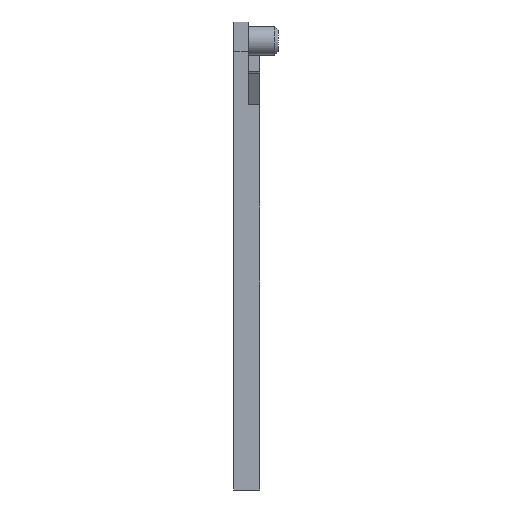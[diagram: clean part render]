
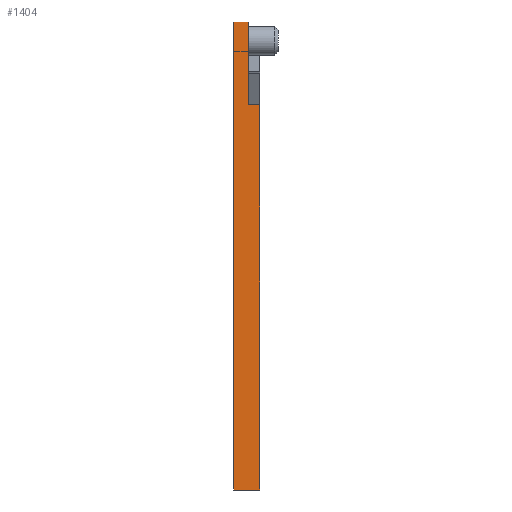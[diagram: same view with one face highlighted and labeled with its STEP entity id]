
A CAD part, front view. The second image highlights one B-rep face of the part: STEP entity #1404.
In plain terms, the highlighted planar face has unit normal (0, -1, 0).
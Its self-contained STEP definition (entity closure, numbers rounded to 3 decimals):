
#81=PLANE('',#1506);
#204=FACE_OUTER_BOUND('',#283,.T.);
#283=EDGE_LOOP('',(#1303,#1304,#1305,#1306,#1307,#1308,#1309,#1310,#1311,
#1312,#1313));
#310=LINE('',#2440,#437);
#311=LINE('',#2442,#438);
#328=LINE('',#2485,#455);
#336=LINE('',#2500,#463);
#337=LINE('',#2502,#464);
#338=LINE('',#2504,#465);
#357=LINE('',#2819,#484);
#360=LINE('',#2824,#487);
#394=LINE('',#2897,#521);
#402=LINE('',#2973,#529);
#404=LINE('',#3022,#531);
#437=VECTOR('',#1571,10.);
#438=VECTOR('',#1572,10.);
#455=VECTOR('',#1603,10.);
#463=VECTOR('',#1613,10.);
#464=VECTOR('',#1614,10.);
#465=VECTOR('',#1615,10.);
#484=VECTOR('',#1654,10.);
#487=VECTOR('',#1661,10.);
#521=VECTOR('',#1741,10.);
#529=VECTOR('',#1781,10.);
#531=VECTOR('',#1789,10.);
#623=VERTEX_POINT('',#2437);
#624=VERTEX_POINT('',#2439);
#625=VERTEX_POINT('',#2441);
#640=VERTEX_POINT('',#2483);
#645=VERTEX_POINT('',#2497);
#646=VERTEX_POINT('',#2499);
#647=VERTEX_POINT('',#2501);
#648=VERTEX_POINT('',#2503);
#672=VERTEX_POINT('',#2817);
#687=VERTEX_POINT('',#2894);
#688=VERTEX_POINT('',#2896);
#775=EDGE_CURVE('',#624,#623,#310,.T.);
#776=EDGE_CURVE('',#625,#624,#311,.T.);
#797=EDGE_CURVE('',#623,#640,#328,.T.);
#805=EDGE_CURVE('',#646,#645,#336,.T.);
#806=EDGE_CURVE('',#646,#647,#337,.T.);
#807=EDGE_CURVE('',#648,#647,#338,.T.);
#837=EDGE_CURVE('',#645,#672,#357,.T.);
#840=EDGE_CURVE('',#672,#625,#360,.T.);
#874=EDGE_CURVE('',#688,#687,#394,.T.);
#894=EDGE_CURVE('',#640,#688,#402,.T.);
#901=EDGE_CURVE('',#687,#648,#404,.T.);
#1303=ORIENTED_EDGE('',*,*,#797,.T.);
#1304=ORIENTED_EDGE('',*,*,#894,.T.);
#1305=ORIENTED_EDGE('',*,*,#874,.T.);
#1306=ORIENTED_EDGE('',*,*,#901,.T.);
#1307=ORIENTED_EDGE('',*,*,#807,.T.);
#1308=ORIENTED_EDGE('',*,*,#806,.F.);
#1309=ORIENTED_EDGE('',*,*,#805,.T.);
#1310=ORIENTED_EDGE('',*,*,#837,.T.);
#1311=ORIENTED_EDGE('',*,*,#840,.T.);
#1312=ORIENTED_EDGE('',*,*,#776,.T.);
#1313=ORIENTED_EDGE('',*,*,#775,.T.);
#1404=ADVANCED_FACE('',(#204),#81,.T.);
#1506=AXIS2_PLACEMENT_3D('',#3092,#1808,#1809);
#1571=DIRECTION('',(0.,0.,1.));
#1572=DIRECTION('',(0.,0.,1.));
#1603=DIRECTION('',(0.,0.,1.));
#1613=DIRECTION('',(0.,0.,-1.));
#1614=DIRECTION('',(0.,0.,1.));
#1615=DIRECTION('',(0.,0.,-1.));
#1654=DIRECTION('',(1.,0.,0.));
#1661=DIRECTION('',(0.,0.,1.));
#1741=DIRECTION('',(0.,0.,1.));
#1781=DIRECTION('',(-1.,0.,0.));
#1789=DIRECTION('',(-1.,0.,0.));
#1808=DIRECTION('center_axis',(0.,-1.,0.));
#1809=DIRECTION('ref_axis',(1.,0.,0.));
#2437=CARTESIAN_POINT('',(14.,-345.,64.));
#2439=CARTESIAN_POINT('',(14.,-345.,59.));
#2440=CARTESIAN_POINT('',(14.,-345.,61.5));
#2441=CARTESIAN_POINT('',(14.,-345.,9.));
#2442=CARTESIAN_POINT('',(14.,-345.,9.));
#2483=CARTESIAN_POINT('',(14.,-345.,107.));
#2485=CARTESIAN_POINT('',(14.,-345.,64.));
#2497=CARTESIAN_POINT('',(7.,-345.,4.));
#2499=CARTESIAN_POINT('',(7.,-345.,9.));
#2500=CARTESIAN_POINT('',(7.,-345.,4.));
#2501=CARTESIAN_POINT('',(7.,-345.,59.));
#2502=CARTESIAN_POINT('',(7.,-345.,9.));
#2503=CARTESIAN_POINT('',(7.,-345.,129.));
#2504=CARTESIAN_POINT('',(7.,-345.,64.));
#2817=CARTESIAN_POINT('',(14.,-345.,4.));
#2819=CARTESIAN_POINT('',(207.25,-345.,4.));
#2824=CARTESIAN_POINT('',(14.,-345.,4.));
#2894=CARTESIAN_POINT('',(11.,-345.,129.));
#2896=CARTESIAN_POINT('',(11.,-345.,107.));
#2897=CARTESIAN_POINT('',(11.,-345.,96.5));
#2973=CARTESIAN_POINT('',(8.75,-345.,107.));
#3022=CARTESIAN_POINT('',(7.25,-345.,129.));
#3092=CARTESIAN_POINT('Origin',(5.,-345.,64.));
